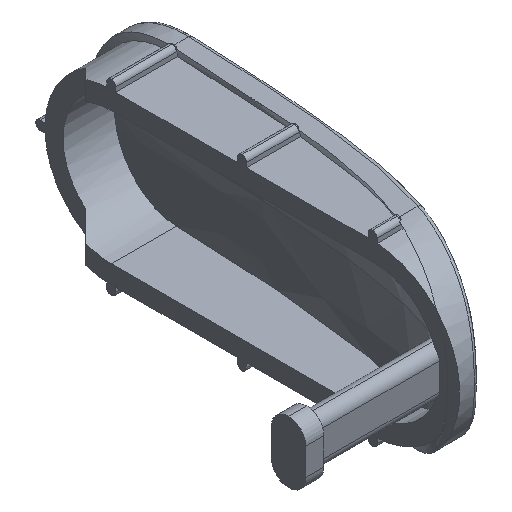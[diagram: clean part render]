
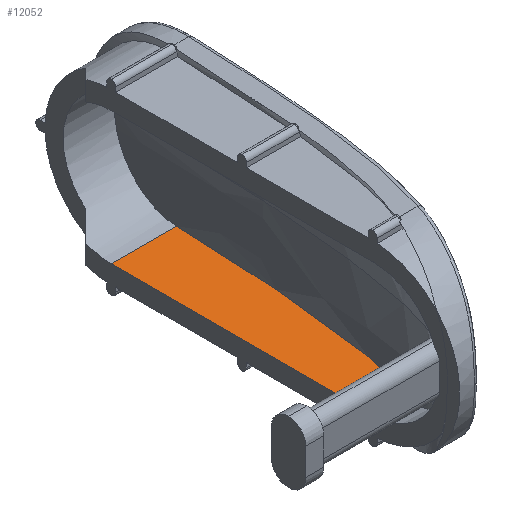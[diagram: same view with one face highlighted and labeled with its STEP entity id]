
A CAD part, isometric view. The second image highlights one B-rep face of the part: STEP entity #12052.
In plain terms, the highlighted planar face has unit normal (0, 0, 1).
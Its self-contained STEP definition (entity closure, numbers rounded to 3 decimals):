
#33 = VERTEX_POINT ( 'NONE', #10694 ) ;
#36 = CARTESIAN_POINT ( 'NONE',  ( 51., 0.357, -7.3 ) ) ;
#173 = CARTESIAN_POINT ( 'NONE',  ( 50.594, -6.902, -7.3 ) ) ;
#685 = EDGE_LOOP ( 'NONE', ( #18705, #17832, #16058, #7201 ) ) ;
#1127 = VERTEX_POINT ( 'NONE', #2300 ) ;
#1359 = CARTESIAN_POINT ( 'NONE',  ( 47.888, -23.6, -7.3 ) ) ;
#1564 = CARTESIAN_POINT ( 'NONE',  ( 49.112, -18.917, -7.3 ) ) ;
#2053 = LINE ( 'NONE', #17976, #2553 ) ;
#2297 = DIRECTION ( 'NONE',  ( 0., 1., 0. ) ) ;
#2300 = CARTESIAN_POINT ( 'NONE',  ( 44., 5.2, -7.3 ) ) ;
#2553 = VECTOR ( 'NONE', #16509, 1000. ) ;
#2839 = CARTESIAN_POINT ( 'NONE',  ( 47.888, -23.6, -7.3 ) ) ;
#5580 = AXIS2_PLACEMENT_3D ( 'NONE', #13651, #7177, #2297 ) ;
#7177 = DIRECTION ( 'NONE',  ( 0., 0., -1. ) ) ;
#7201 = ORIENTED_EDGE ( 'NONE', *, *, #16539, .T. ) ;
#8219 = CARTESIAN_POINT ( 'NONE',  ( 49.872, -14.131, -7.3 ) ) ;
#9360 = FACE_OUTER_BOUND ( 'NONE', #685, .T. ) ;
#9759 = CARTESIAN_POINT ( 'NONE',  ( 50.749, -4.483, -7.3 ) ) ;
#9830 = CARTESIAN_POINT ( 'NONE',  ( 49.331, -17.727, -7.3 ) ) ;
#10694 = CARTESIAN_POINT ( 'NONE',  ( 44., -23.6, -7.3 ) ) ;
#10847 = B_SPLINE_CURVE_WITH_KNOTS ( 'NONE', 3,
 ( #1359, #12594, #20722, #1564, #9830, #16177, #8219, #19257, #14684, #173, #9759, #36, #16244, #11377 ),
 .UNSPECIFIED., .F., .F.,
 ( 4, 2, 2, 2, 2, 2, 4 ),
 ( 0., 0.004, 0.007, 0.011, 0.015, 0.022, 0.029 ),
 .UNSPECIFIED. ) ;
#11183 = VERTEX_POINT ( 'NONE', #2839 ) ;
#11377 = CARTESIAN_POINT ( 'NONE',  ( 51.168, 5.2, -7.3 ) ) ;
#11595 = LINE ( 'NONE', #17343, #20387 ) ;
#12052 = ADVANCED_FACE ( 'NONE', ( #9360 ), #18292, .F. ) ;
#12594 = CARTESIAN_POINT ( 'NONE',  ( 48.274, -22.447, -7.3 ) ) ;
#13025 = EDGE_CURVE ( 'NONE', #20402, #1127, #13652, .T. ) ;
#13416 = DIRECTION ( 'NONE',  ( -1., 0., 0. ) ) ;
#13651 = CARTESIAN_POINT ( 'NONE',  ( 61.5, 5.2, -7.3 ) ) ;
#13652 = LINE ( 'NONE', #16574, #17393 ) ;
#14684 = CARTESIAN_POINT ( 'NONE',  ( 50.275, -10.521, -7.3 ) ) ;
#16058 = ORIENTED_EDGE ( 'NONE', *, *, #13025, .T. ) ;
#16177 = CARTESIAN_POINT ( 'NONE',  ( 49.711, -15.333, -7.3 ) ) ;
#16244 = CARTESIAN_POINT ( 'NONE',  ( 51.093, 2.778, -7.3 ) ) ;
#16509 = DIRECTION ( 'NONE',  ( -1., 0., 0. ) ) ;
#16539 = EDGE_CURVE ( 'NONE', #1127, #33, #11595, .T. ) ;
#16574 = CARTESIAN_POINT ( 'NONE',  ( 61.5, 5.2, -7.3 ) ) ;
#17343 = CARTESIAN_POINT ( 'NONE',  ( 44., 5.2, -7.3 ) ) ;
#17393 = VECTOR ( 'NONE', #13416, 1000. ) ;
#17443 = EDGE_CURVE ( 'NONE', #11183, #20402, #10847, .T. ) ;
#17832 = ORIENTED_EDGE ( 'NONE', *, *, #17443, .T. ) ;
#17976 = CARTESIAN_POINT ( 'NONE',  ( 61.5, -23.6, -7.3 ) ) ;
#18292 = PLANE ( 'NONE',  #5580 ) ;
#18705 = ORIENTED_EDGE ( 'NONE', *, *, #20607, .F. ) ;
#18966 = DIRECTION ( 'NONE',  ( 0., -1., 0. ) ) ;
#19246 = CARTESIAN_POINT ( 'NONE',  ( 51.168, 5.2, -7.3 ) ) ;
#19257 = CARTESIAN_POINT ( 'NONE',  ( 50.154, -11.726, -7.3 ) ) ;
#20387 = VECTOR ( 'NONE', #18966, 1000. ) ;
#20402 = VERTEX_POINT ( 'NONE', #19246 ) ;
#20607 = EDGE_CURVE ( 'NONE', #11183, #33, #2053, .T. ) ;
#20722 = CARTESIAN_POINT ( 'NONE',  ( 48.583, -21.277, -7.3 ) ) ;
